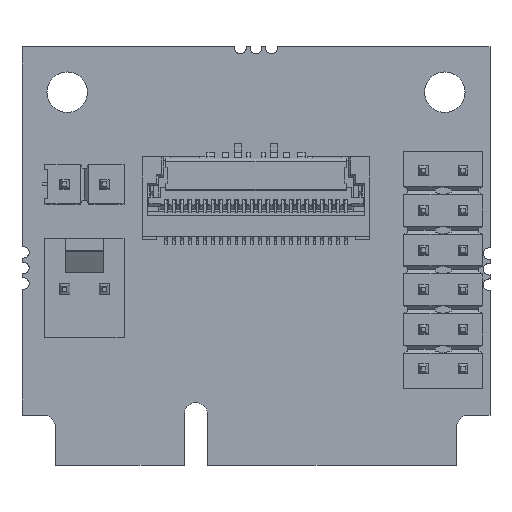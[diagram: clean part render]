
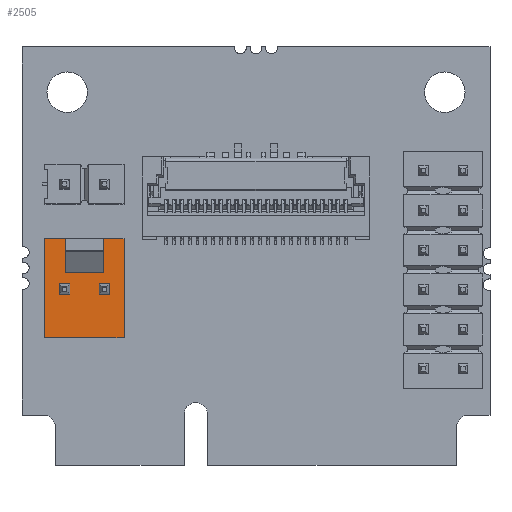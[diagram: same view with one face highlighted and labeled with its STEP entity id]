
A CAD part, top view. The second image highlights one B-rep face of the part: STEP entity #2505.
In plain terms, the highlighted face is planar.
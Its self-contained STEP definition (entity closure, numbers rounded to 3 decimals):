
#2249 = EDGE_CURVE('',#2250,#2252,#2254,.T.);
#2250 = VERTEX_POINT('',#2251);
#2251 = CARTESIAN_POINT('',(-2.54,0.,-6.35));
#2252 = VERTEX_POINT('',#2253);
#2253 = CARTESIAN_POINT('',(-2.54,0.,0.));
#2254 = LINE('',#2255,#2256);
#2255 = CARTESIAN_POINT('',(-2.54,0.,0.));
#2256 = VECTOR('',#2257,1.);
#2257 = DIRECTION('',(0.,0.,1.));
#2313 = EDGE_CURVE('',#2314,#2250,#2316,.T.);
#2314 = VERTEX_POINT('',#2315);
#2315 = CARTESIAN_POINT('',(-1.225,0.,-6.35));
#2316 = LINE('',#2317,#2318);
#2317 = CARTESIAN_POINT('',(-2.54,0.,-6.35));
#2318 = VECTOR('',#2319,1.);
#2319 = DIRECTION('',(-1.,0.,0.));
#2338 = VERTEX_POINT('',#2339);
#2339 = CARTESIAN_POINT('',(1.225,0.,-6.35));
#2345 = EDGE_CURVE('',#2346,#2338,#2348,.T.);
#2346 = VERTEX_POINT('',#2347);
#2347 = CARTESIAN_POINT('',(2.54,0.,-6.35));
#2348 = LINE('',#2349,#2350);
#2349 = CARTESIAN_POINT('',(-2.54,0.,-6.35));
#2350 = VECTOR('',#2351,1.);
#2351 = DIRECTION('',(-1.,0.,0.));
#2391 = EDGE_CURVE('',#2392,#2346,#2394,.T.);
#2392 = VERTEX_POINT('',#2393);
#2393 = CARTESIAN_POINT('',(2.54,0.,0.));
#2394 = LINE('',#2395,#2396);
#2395 = CARTESIAN_POINT('',(2.54,0.,0.));
#2396 = VECTOR('',#2397,1.);
#2397 = DIRECTION('',(0.,0.,-1.));
#2453 = EDGE_CURVE('',#2252,#2392,#2454,.T.);
#2454 = LINE('',#2455,#2456);
#2455 = CARTESIAN_POINT('',(-2.54,0.,0.));
#2456 = VECTOR('',#2457,1.);
#2457 = DIRECTION('',(1.,0.,0.));
#2505 = ADVANCED_FACE('',(#2506,#2535,#2569),#2603,.F.);
#2506 = FACE_BOUND('',#2507,.T.);
#2507 = EDGE_LOOP('',(#2508,#2518,#2524,#2525,#2526,#2527,#2528,#2529));
#2508 = ORIENTED_EDGE('',*,*,#2509,.T.);
#2509 = EDGE_CURVE('',#2510,#2512,#2514,.T.);
#2510 = VERTEX_POINT('',#2511);
#2511 = CARTESIAN_POINT('',(1.225,0.,-5.305));
#2512 = VERTEX_POINT('',#2513);
#2513 = CARTESIAN_POINT('',(-1.225,0.,-5.305));
#2514 = LINE('',#2515,#2516);
#2515 = CARTESIAN_POINT('',(1.225,0.,-5.305));
#2516 = VECTOR('',#2517,1.);
#2517 = DIRECTION('',(-1.,0.,0.));
#2518 = ORIENTED_EDGE('',*,*,#2519,.T.);
#2519 = EDGE_CURVE('',#2512,#2314,#2520,.T.);
#2520 = LINE('',#2521,#2522);
#2521 = CARTESIAN_POINT('',(-1.225,0.,-5.305));
#2522 = VECTOR('',#2523,1.);
#2523 = DIRECTION('',(0.,0.,-1.));
#2524 = ORIENTED_EDGE('',*,*,#2313,.T.);
#2525 = ORIENTED_EDGE('',*,*,#2249,.T.);
#2526 = ORIENTED_EDGE('',*,*,#2453,.T.);
#2527 = ORIENTED_EDGE('',*,*,#2391,.T.);
#2528 = ORIENTED_EDGE('',*,*,#2345,.T.);
#2529 = ORIENTED_EDGE('',*,*,#2530,.F.);
#2530 = EDGE_CURVE('',#2510,#2338,#2531,.T.);
#2531 = LINE('',#2532,#2533);
#2532 = CARTESIAN_POINT('',(1.225,0.,-5.305));
#2533 = VECTOR('',#2534,1.);
#2534 = DIRECTION('',(0.,0.,-1.));
#2535 = FACE_BOUND('',#2536,.T.);
#2536 = EDGE_LOOP('',(#2537,#2547,#2555,#2563));
#2537 = ORIENTED_EDGE('',*,*,#2538,.F.);
#2538 = EDGE_CURVE('',#2539,#2541,#2543,.T.);
#2539 = VERTEX_POINT('',#2540);
#2540 = CARTESIAN_POINT('',(0.94,0.,-3.43));
#2541 = VERTEX_POINT('',#2542);
#2542 = CARTESIAN_POINT('',(0.94,0.,-2.77));
#2543 = LINE('',#2544,#2545);
#2544 = CARTESIAN_POINT('',(0.94,0.,-3.43));
#2545 = VECTOR('',#2546,1.);
#2546 = DIRECTION('',(0.,0.,1.));
#2547 = ORIENTED_EDGE('',*,*,#2548,.F.);
#2548 = EDGE_CURVE('',#2549,#2539,#2551,.T.);
#2549 = VERTEX_POINT('',#2550);
#2550 = CARTESIAN_POINT('',(1.6,0.,-3.43));
#2551 = LINE('',#2552,#2553);
#2552 = CARTESIAN_POINT('',(1.6,0.,-3.43));
#2553 = VECTOR('',#2554,1.);
#2554 = DIRECTION('',(-1.,0.,0.));
#2555 = ORIENTED_EDGE('',*,*,#2556,.F.);
#2556 = EDGE_CURVE('',#2557,#2549,#2559,.T.);
#2557 = VERTEX_POINT('',#2558);
#2558 = CARTESIAN_POINT('',(1.6,0.,-2.77));
#2559 = LINE('',#2560,#2561);
#2560 = CARTESIAN_POINT('',(1.6,0.,-3.43));
#2561 = VECTOR('',#2562,1.);
#2562 = DIRECTION('',(0.,0.,-1.));
#2563 = ORIENTED_EDGE('',*,*,#2564,.F.);
#2564 = EDGE_CURVE('',#2541,#2557,#2565,.T.);
#2565 = LINE('',#2566,#2567);
#2566 = CARTESIAN_POINT('',(1.6,0.,-2.77));
#2567 = VECTOR('',#2568,1.);
#2568 = DIRECTION('',(1.,0.,0.));
#2569 = FACE_BOUND('',#2570,.T.);
#2570 = EDGE_LOOP('',(#2571,#2581,#2589,#2597));
#2571 = ORIENTED_EDGE('',*,*,#2572,.F.);
#2572 = EDGE_CURVE('',#2573,#2575,#2577,.T.);
#2573 = VERTEX_POINT('',#2574);
#2574 = CARTESIAN_POINT('',(-1.6,0.,-2.77));
#2575 = VERTEX_POINT('',#2576);
#2576 = CARTESIAN_POINT('',(-0.94,0.,-2.77));
#2577 = LINE('',#2578,#2579);
#2578 = CARTESIAN_POINT('',(-1.6,0.,-2.77));
#2579 = VECTOR('',#2580,1.);
#2580 = DIRECTION('',(1.,0.,0.));
#2581 = ORIENTED_EDGE('',*,*,#2582,.F.);
#2582 = EDGE_CURVE('',#2583,#2573,#2585,.T.);
#2583 = VERTEX_POINT('',#2584);
#2584 = CARTESIAN_POINT('',(-1.6,0.,-3.43));
#2585 = LINE('',#2586,#2587);
#2586 = CARTESIAN_POINT('',(-1.6,0.,-3.43));
#2587 = VECTOR('',#2588,1.);
#2588 = DIRECTION('',(0.,0.,1.));
#2589 = ORIENTED_EDGE('',*,*,#2590,.F.);
#2590 = EDGE_CURVE('',#2591,#2583,#2593,.T.);
#2591 = VERTEX_POINT('',#2592);
#2592 = CARTESIAN_POINT('',(-0.94,0.,-3.43));
#2593 = LINE('',#2594,#2595);
#2594 = CARTESIAN_POINT('',(-1.6,0.,-3.43));
#2595 = VECTOR('',#2596,1.);
#2596 = DIRECTION('',(-1.,0.,0.));
#2597 = ORIENTED_EDGE('',*,*,#2598,.F.);
#2598 = EDGE_CURVE('',#2575,#2591,#2599,.T.);
#2599 = LINE('',#2600,#2601);
#2600 = CARTESIAN_POINT('',(-0.94,0.,-3.43));
#2601 = VECTOR('',#2602,1.);
#2602 = DIRECTION('',(0.,0.,-1.));
#2603 = PLANE('',#2604);
#2604 = AXIS2_PLACEMENT_3D('',#2605,#2606,#2607);
#2605 = CARTESIAN_POINT('',(-2.54,0.,-6.35));
#2606 = DIRECTION('',(0.,-1.,0.));
#2607 = DIRECTION('',(0.,0.,-1.));
